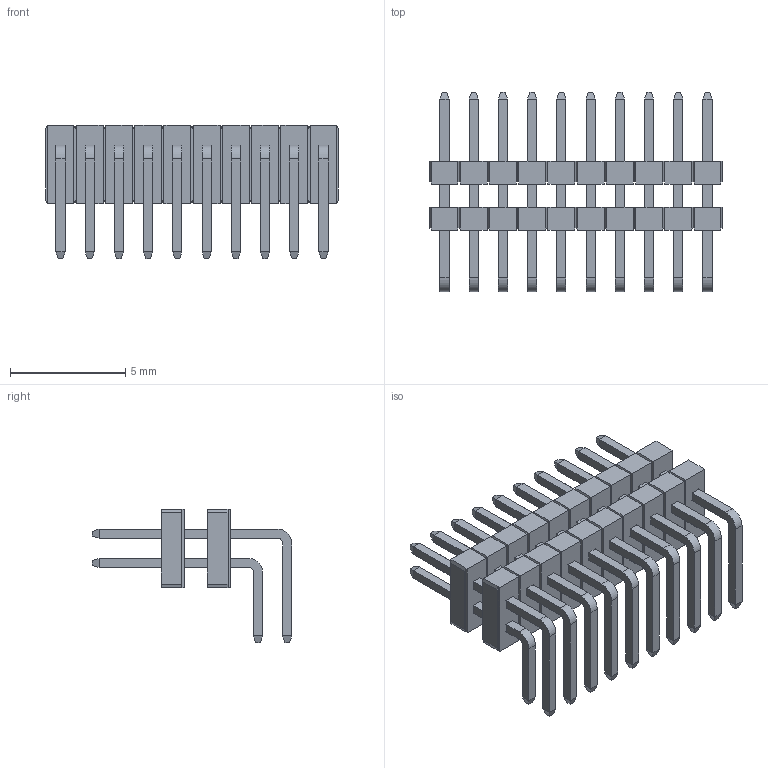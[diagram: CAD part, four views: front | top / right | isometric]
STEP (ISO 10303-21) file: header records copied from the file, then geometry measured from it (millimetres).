
FILE_DESCRIPTION( ('This file contains a STEP AP42 implementation' ,'as created by ZW3D STEP Interface translator.') ,'2;1' );
FILE_NAME( '1310-22XXXXR104XXXX(側醱俔).stp' ,'23 315.164621', (''), ('ZWCAD Software Co.'), 'Version 1.0', 'ZW3D to STEP translator', '' );
FILE_SCHEMA(('AUTOMOTIVE_DESIGN { 1 0 10303 214 1 1 1 1 }'));
Length unit declared in the file: millimetre
Products named in the file (2): 0; 1310-2210XXR104XXXX(側醱俔)
Bounding box: 12.7 x 8.67 x 5.8 mm (x, y, z)
Volume: 115.5 mm3; surface area: 677.2 mm2
Topology: 22 solids, 22 shells, 888 faces, 2132 edges, 1288 vertices
Faces by surface type: plane 848, cylinder 40
Entity records: 25819 total; most frequent: CARTESIAN_POINT 4309, ORIENTED_EDGE 4264, DIRECTION 3990, EDGE_CURVE 2132, VECTOR 2052, LINE 2052, VERTEX_POINT 1288, AXIS2_PLACEMENT_3D 969
